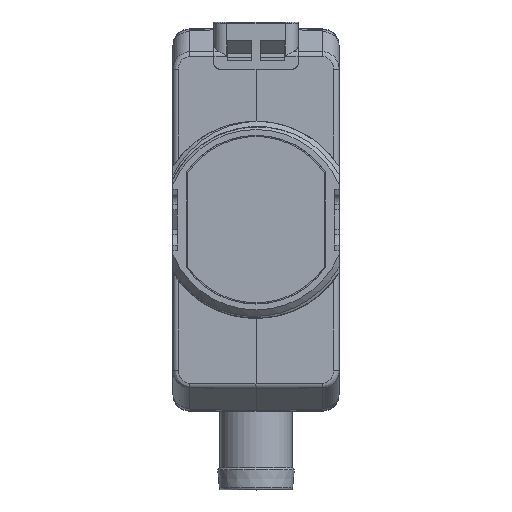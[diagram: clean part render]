
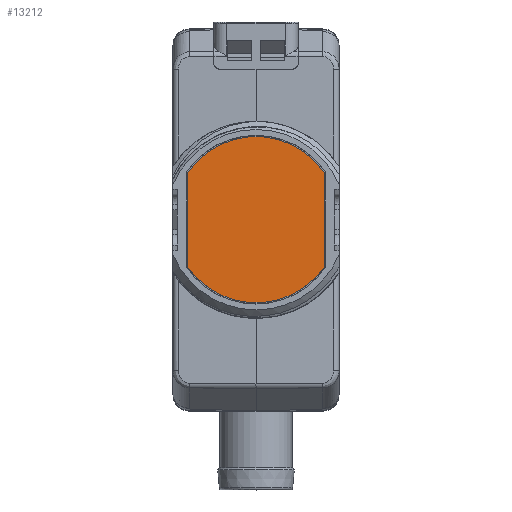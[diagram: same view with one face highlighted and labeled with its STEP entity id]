
A CAD part, top view. The second image highlights one B-rep face of the part: STEP entity #13212.
In plain terms, the highlighted planar face has unit normal (0, 0, 1).
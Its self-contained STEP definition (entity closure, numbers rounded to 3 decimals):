
#4370=DIRECTION('',(0.,-1.,0.));
#4371=VECTOR('',#4370,8.585);
#4372=CARTESIAN_POINT('',(6.15,4.293,17.9));
#4373=LINE('',#4372,#4371);
#4374=CARTESIAN_POINT('',(0.,0.,17.9));
#4375=DIRECTION('',(0.,0.,-1.));
#4376=DIRECTION('',(0.82,-0.572,0.));
#4377=AXIS2_PLACEMENT_3D('',#4374,#4375,#4376);
#4379=DIRECTION('',(0.,1.,0.));
#4380=VECTOR('',#4379,8.585);
#4381=CARTESIAN_POINT('',(-6.15,-4.293,17.9));
#4382=LINE('',#4381,#4380);
#4383=CARTESIAN_POINT('',(0.,0.,17.9));
#4384=DIRECTION('',(0.,0.,-1.));
#4385=DIRECTION('',(-0.82,0.572,0.));
#4386=AXIS2_PLACEMENT_3D('',#4383,#4384,#4385);
#7528=CARTESIAN_POINT('',(6.15,4.293,17.9));
#7529=CARTESIAN_POINT('',(6.15,-4.293,17.9));
#7530=VERTEX_POINT('',#7528);
#7531=VERTEX_POINT('',#7529);
#7532=CARTESIAN_POINT('',(-6.15,-4.293,17.9));
#7533=VERTEX_POINT('',#7532);
#7534=CARTESIAN_POINT('',(-6.15,4.293,17.9));
#7535=VERTEX_POINT('',#7534);
#13201=CARTESIAN_POINT('',(0.,0.,17.9));
#13202=DIRECTION('',(0.,0.,-1.));
#13203=DIRECTION('',(0.,-1.,0.));
#13204=AXIS2_PLACEMENT_3D('',#13201,#13202,#13203);
#13205=PLANE('',#13204);
#13206=ORIENTED_EDGE('',*,*,#13179,.T.);
#13207=ORIENTED_EDGE('',*,*,#13195,.T.);
#13208=ORIENTED_EDGE('',*,*,#13135,.T.);
#13209=ORIENTED_EDGE('',*,*,#13163,.T.);
#13210=EDGE_LOOP('',(#13206,#13207,#13208,#13209));
#13211=FACE_OUTER_BOUND('',#13210,.F.);
#13212=ADVANCED_FACE('',(#13211),#13205,.F.);
#4378=CIRCLE('',#4377,7.5);
#4387=CIRCLE('',#4386,7.5);
#13135=EDGE_CURVE('',#7533,#7535,#4382,.T.);
#13163=EDGE_CURVE('',#7535,#7530,#4387,.T.);
#13179=EDGE_CURVE('',#7530,#7531,#4373,.T.);
#13195=EDGE_CURVE('',#7531,#7533,#4378,.T.);
